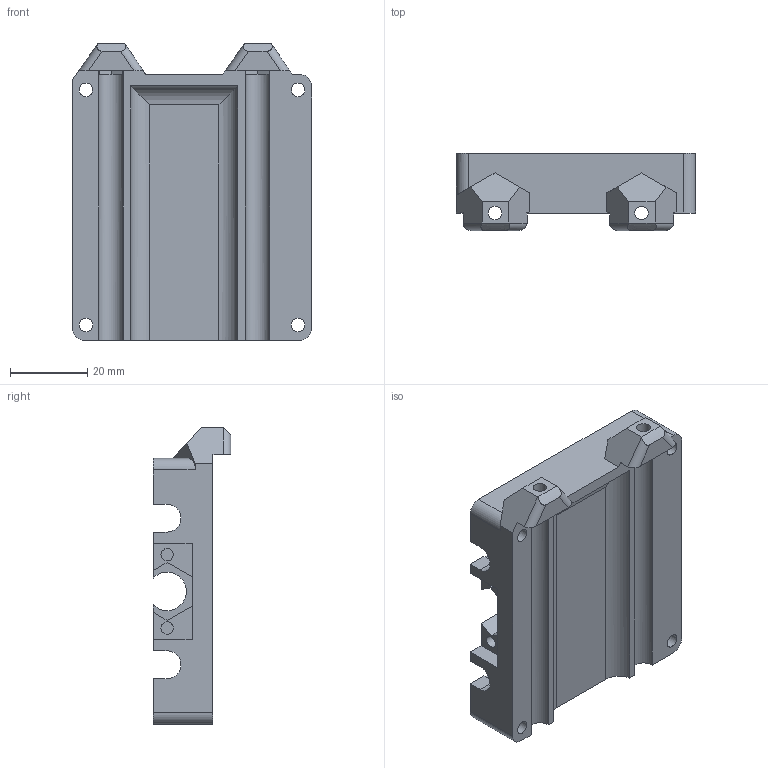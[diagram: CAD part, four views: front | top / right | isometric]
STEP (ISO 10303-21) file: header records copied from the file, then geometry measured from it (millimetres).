
FILE_DESCRIPTION(/* description */ (''),/* implementation_level */ '2;1');
FILE_NAME(/* name */ 'Z carriage front upgraded nut v7.step',/* time_stamp */ '2023-01-02T10:57:30+01:00',/* author */ (''),/* organization */ (''),/* preprocessor_version */ 'ST-DEVELOPER v19.2',/* originating_system */ 'Autodesk Translation Framework v11.17.0.187',/* authorisation */ '');
FILE_SCHEMA (('AUTOMOTIVE_DESIGN { 1 0 10303 214 3 1 1 }'));
Length unit declared in the file: millimetre
Products named in the file (1): Z carriage front upgraded nut
Bounding box: 62 x 20.11 x 77 mm (x, y, z)
Volume: 46508 mm3; surface area: 17459 mm2
Topology: 1 solids, 1 shells, 146 faces, 408 edges, 268 vertices
Faces by surface type: plane 110, cylinder 34, bspline 2
Full cylindrical faces by diameter (mm): 3.2 x4, 3.5 x6
Entity records: 4867 total; most frequent: CARTESIAN_POINT 997, ORIENTED_EDGE 816, DIRECTION 764, EDGE_CURVE 408, LINE 326, VECTOR 326, VERTEX_POINT 268, AXIS2_PLACEMENT_3D 219
